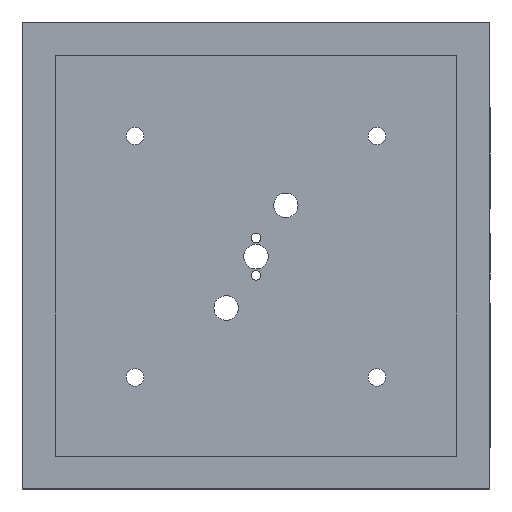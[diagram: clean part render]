
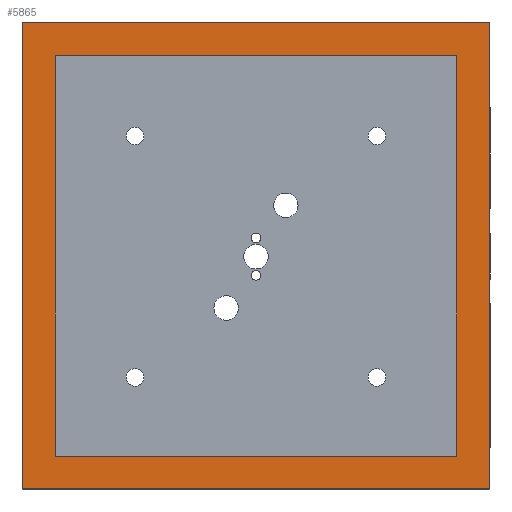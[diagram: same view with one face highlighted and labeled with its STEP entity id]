
A CAD part, top view. The second image highlights one B-rep face of the part: STEP entity #5865.
In plain terms, the highlighted planar face has unit normal (0, 0, 1).
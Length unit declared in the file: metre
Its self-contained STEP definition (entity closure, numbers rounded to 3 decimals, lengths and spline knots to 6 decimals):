
#96 = EDGE_CURVE ( 'NONE', #1627, #494, #1760, .T. ) ;
#137 = EDGE_CURVE ( 'NONE', #154, #5503, #3245, .T. ) ;
#154 = VERTEX_POINT ( 'NONE', #3303 ) ;
#251 = EDGE_CURVE ( 'NONE', #429, #1363, #1035, .T. ) ;
#301 = CARTESIAN_POINT ( 'NONE',  ( 1.495505, -1.4925, 3.484 ) ) ;
#429 = VERTEX_POINT ( 'NONE', #4529 ) ;
#438 = CARTESIAN_POINT ( 'NONE',  ( -1.742, 1.7385, 3.484 ) ) ;
#446 = ORIENTED_EDGE ( 'NONE', *, *, #5632, .F. ) ;
#460 = EDGE_CURVE ( 'NONE', #5503, #3686, #4269, .T. ) ;
#494 = VERTEX_POINT ( 'NONE', #6071 ) ;
#683 = ORIENTED_EDGE ( 'NONE', *, *, #96, .F. ) ;
#777 = LINE ( 'NONE', #438, #1731 ) ;
#841 = CARTESIAN_POINT ( 'NONE',  ( 1.495505, -1.4925, 3.484 ) ) ;
#848 = ORIENTED_EDGE ( 'NONE', *, *, #137, .F. ) ;
#1035 = LINE ( 'NONE', #1504, #1293 ) ;
#1069 = EDGE_LOOP ( 'NONE', ( #683, #4350, #3406, #1329 ) ) ;
#1293 = VECTOR ( 'NONE', #3394, 1. ) ;
#1309 = DIRECTION ( 'NONE',  ( 0., 1., 0. ) ) ;
#1329 = ORIENTED_EDGE ( 'NONE', *, *, #3128, .T. ) ;
#1363 = VERTEX_POINT ( 'NONE', #4573 ) ;
#1504 = CARTESIAN_POINT ( 'NONE',  ( -1.742, 1.7385, 3.484 ) ) ;
#1627 = VERTEX_POINT ( 'NONE', #3001 ) ;
#1731 = VECTOR ( 'NONE', #2712, 1. ) ;
#1760 = LINE ( 'NONE', #3338, #5107 ) ;
#1858 = LINE ( 'NONE', #5690, #4118 ) ;
#2081 = CARTESIAN_POINT ( 'NONE',  ( -1.495505, 1.4925, 3.484 ) ) ;
#2180 = FACE_OUTER_BOUND ( 'NONE', #1069, .T. ) ;
#2262 = EDGE_LOOP ( 'NONE', ( #6055, #446, #5158, #848 ) ) ;
#2284 = CARTESIAN_POINT ( 'NONE',  ( -1.495505, -1.4925, 3.484 ) ) ;
#2685 = CARTESIAN_POINT ( 'NONE',  ( 0., 0., 3.484 ) ) ;
#2696 = EDGE_CURVE ( 'NONE', #3147, #154, #5079, .T. ) ;
#2712 = DIRECTION ( 'NONE',  ( 0., -1., 0. ) ) ;
#2742 = DIRECTION ( 'NONE',  ( 0., -1., 0. ) ) ;
#2753 = DIRECTION ( 'NONE',  ( 0., 0., 1. ) ) ;
#2844 = DIRECTION ( 'NONE',  ( -1., 0., 0. ) ) ;
#3001 = CARTESIAN_POINT ( 'NONE',  ( 1.742, -1.7345, 3.484 ) ) ;
#3125 = PLANE ( 'NONE',  #5446 ) ;
#3128 = EDGE_CURVE ( 'NONE', #1363, #494, #777, .T. ) ;
#3147 = VERTEX_POINT ( 'NONE', #841 ) ;
#3207 = DIRECTION ( 'NONE',  ( 1., 0., 0. ) ) ;
#3245 = LINE ( 'NONE', #5128, #4412 ) ;
#3303 = CARTESIAN_POINT ( 'NONE',  ( 1.495505, 1.4925, 3.484 ) ) ;
#3338 = CARTESIAN_POINT ( 'NONE',  ( 0., -1.7345, 3.484 ) ) ;
#3394 = DIRECTION ( 'NONE',  ( -1., 0., 0. ) ) ;
#3406 = ORIENTED_EDGE ( 'NONE', *, *, #251, .T. ) ;
#3480 = EDGE_CURVE ( 'NONE', #1627, #429, #3699, .T. ) ;
#3686 = VERTEX_POINT ( 'NONE', #5906 ) ;
#3699 = LINE ( 'NONE', #5628, #5103 ) ;
#4118 = VECTOR ( 'NONE', #3207, 1. ) ;
#4125 = FACE_BOUND ( 'NONE', #2262, .T. ) ;
#4269 = LINE ( 'NONE', #2284, #4918 ) ;
#4350 = ORIENTED_EDGE ( 'NONE', *, *, #3480, .T. ) ;
#4412 = VECTOR ( 'NONE', #2844, 1. ) ;
#4529 = CARTESIAN_POINT ( 'NONE',  ( 1.742, 1.7385, 3.484 ) ) ;
#4573 = CARTESIAN_POINT ( 'NONE',  ( -1.742, 1.7385, 3.484 ) ) ;
#4803 = VECTOR ( 'NONE', #6060, 1. ) ;
#4918 = VECTOR ( 'NONE', #2742, 1. ) ;
#5046 = DIRECTION ( 'NONE',  ( 1., 0., 0. ) ) ;
#5079 = LINE ( 'NONE', #301, #4803 ) ;
#5103 = VECTOR ( 'NONE', #1309, 1. ) ;
#5107 = VECTOR ( 'NONE', #5666, 1. ) ;
#5128 = CARTESIAN_POINT ( 'NONE',  ( -1.495505, 1.4925, 3.484 ) ) ;
#5158 = ORIENTED_EDGE ( 'NONE', *, *, #460, .F. ) ;
#5446 = AXIS2_PLACEMENT_3D ( 'NONE', #2685, #2753, #5046 ) ;
#5503 = VERTEX_POINT ( 'NONE', #2081 ) ;
#5628 = CARTESIAN_POINT ( 'NONE',  ( 1.742, 1.7385, 3.484 ) ) ;
#5632 = EDGE_CURVE ( 'NONE', #3686, #3147, #1858, .T. ) ;
#5666 = DIRECTION ( 'NONE',  ( -1., 0., 0. ) ) ;
#5690 = CARTESIAN_POINT ( 'NONE',  ( -1.495505, -1.4925, 3.484 ) ) ;
#5865 = ADVANCED_FACE ( 'NONE', ( #2180, #4125 ), #3125, .T. ) ;
#5906 = CARTESIAN_POINT ( 'NONE',  ( -1.495505, -1.4925, 3.484 ) ) ;
#6055 = ORIENTED_EDGE ( 'NONE', *, *, #2696, .F. ) ;
#6060 = DIRECTION ( 'NONE',  ( 0., 1., 0. ) ) ;
#6071 = CARTESIAN_POINT ( 'NONE',  ( -1.742, -1.7345, 3.484 ) ) ;
